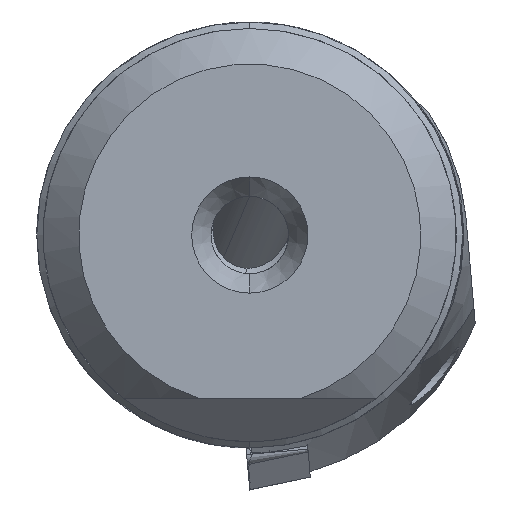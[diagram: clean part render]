
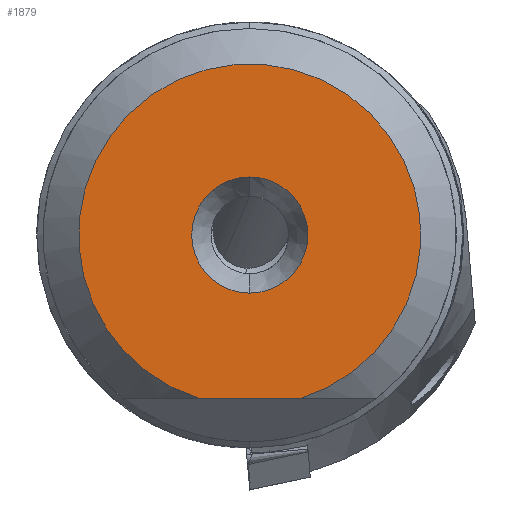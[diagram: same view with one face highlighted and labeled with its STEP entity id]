
A CAD part, left-side view. The second image highlights one B-rep face of the part: STEP entity #1879.
In plain terms, the highlighted planar face has unit normal (-1, 0, 0).
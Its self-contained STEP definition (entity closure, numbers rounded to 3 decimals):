
#261 = CARTESIAN_POINT ( 'NONE',  ( 0., -1.955, -6.33 ) ) ;
#281 = FACE_BOUND ( 'NONE', #2898, .T. ) ;
#459 = AXIS2_PLACEMENT_3D ( 'NONE', #3761, #4624, #4579 ) ;
#507 = ORIENTED_EDGE ( 'NONE', *, *, #4963, .F. ) ;
#590 = CARTESIAN_POINT ( 'NONE',  ( 0., 0., 0. ) ) ;
#637 = EDGE_CURVE ( 'NONE', #1389, #3722, #2434, .T. ) ;
#698 = ORIENTED_EDGE ( 'NONE', *, *, #637, .T. ) ;
#717 = CARTESIAN_POINT ( 'NONE',  ( 0., 2.25, 0. ) ) ;
#769 = FACE_OUTER_BOUND ( 'NONE', #1696, .T. ) ;
#799 = CARTESIAN_POINT ( 'NONE',  ( 0., 2.25, -6.33 ) ) ;
#1127 = CARTESIAN_POINT ( 'NONE',  ( 0., 0., 0. ) ) ;
#1151 = AXIS2_PLACEMENT_3D ( 'NONE', #717, #3011, #3361 ) ;
#1212 = AXIS2_PLACEMENT_3D ( 'NONE', #590, #2531, #3658 ) ;
#1389 = VERTEX_POINT ( 'NONE', #261 ) ;
#1540 = EDGE_CURVE ( 'NONE', #3722, #1389, #4234, .T. ) ;
#1547 = CARTESIAN_POINT ( 'NONE',  ( 0., 0., 2.25 ) ) ;
#1696 = EDGE_LOOP ( 'NONE', ( #698, #3444 ) ) ;
#1836 = DIRECTION ( 'NONE',  ( -1., 0., 0. ) ) ;
#1844 = VERTEX_POINT ( 'NONE', #2878 ) ;
#1879 = ADVANCED_FACE ( 'NONE', ( #281, #769 ), #2982, .F. ) ;
#2245 = CARTESIAN_POINT ( 'NONE',  ( 0., 1.955, -6.33 ) ) ;
#2434 = CIRCLE ( 'NONE', #1212, 6.625 ) ;
#2531 = DIRECTION ( 'NONE',  ( -1., 0., 0. ) ) ;
#2756 = VECTOR ( 'NONE', #3422, 1000. ) ;
#2878 = CARTESIAN_POINT ( 'NONE',  ( 0., 0., -2.25 ) ) ;
#2898 = EDGE_LOOP ( 'NONE', ( #4947, #507 ) ) ;
#2982 = PLANE ( 'NONE',  #1151 ) ;
#3011 = DIRECTION ( 'NONE',  ( 1., 0., 0. ) ) ;
#3012 = VERTEX_POINT ( 'NONE', #1547 ) ;
#3041 = CIRCLE ( 'NONE', #459, 2.25 ) ;
#3361 = DIRECTION ( 'NONE',  ( 0., 0., -1. ) ) ;
#3422 = DIRECTION ( 'NONE',  ( 0., -1., 0. ) ) ;
#3444 = ORIENTED_EDGE ( 'NONE', *, *, #1540, .T. ) ;
#3500 = AXIS2_PLACEMENT_3D ( 'NONE', #1127, #1836, #4568 ) ;
#3658 = DIRECTION ( 'NONE',  ( 0., 0., 1. ) ) ;
#3694 = EDGE_CURVE ( 'NONE', #3012, #1844, #3990, .T. ) ;
#3722 = VERTEX_POINT ( 'NONE', #2245 ) ;
#3761 = CARTESIAN_POINT ( 'NONE',  ( 0., 0., 0. ) ) ;
#3990 = CIRCLE ( 'NONE', #3500, 2.25 ) ;
#4234 = LINE ( 'NONE', #799, #2756 ) ;
#4568 = DIRECTION ( 'NONE',  ( 0., 0., 1. ) ) ;
#4579 = DIRECTION ( 'NONE',  ( 0., 0., 1. ) ) ;
#4624 = DIRECTION ( 'NONE',  ( -1., 0., 0. ) ) ;
#4947 = ORIENTED_EDGE ( 'NONE', *, *, #3694, .F. ) ;
#4963 = EDGE_CURVE ( 'NONE', #1844, #3012, #3041, .T. ) ;
